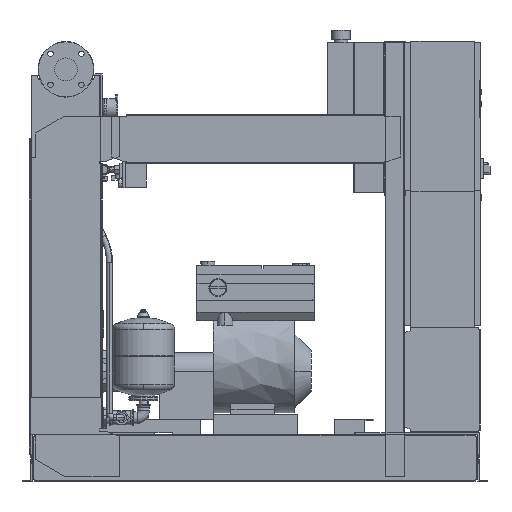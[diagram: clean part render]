
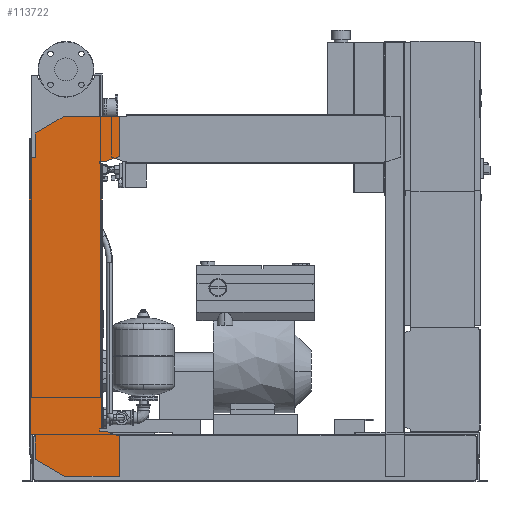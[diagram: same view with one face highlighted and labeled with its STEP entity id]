
A CAD part, front view. The second image highlights one B-rep face of the part: STEP entity #113722.
In plain terms, the highlighted free-form (B-spline) face has degree [1, 1] with [2, 2] control points.
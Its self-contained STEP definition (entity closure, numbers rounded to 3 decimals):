
#113207=CARTESIAN_POINT('',(-102.0,-463.5,1076.0));
#113208=VERTEX_POINT('',#113207);
#113215=CARTESIAN_POINT('',(-102.0,-463.5,1158.574));
#113216=VERTEX_POINT('',#113215);
#113217=CARTESIAN_POINT('',(-102.0,-463.5,1076.0));
#113218=DIRECTION('',(0.0,0.0,1.0));
#113219=VECTOR('',#113218,82.574);
#113220=LINE('',#113217,#113219);
#113221=EDGE_CURVE('',#113208,#113216,#113220,.T.);
#113239=CARTESIAN_POINT('',(-6.,-463.5,1214.0));
#113240=VERTEX_POINT('',#113239);
#113241=CARTESIAN_POINT('',(-102.0,-463.5,1158.574));
#113242=DIRECTION('',(0.866,0.0,0.5));
#113243=VECTOR('',#113242,110.851);
#113244=LINE('',#113241,#113243);
#113245=EDGE_CURVE('',#113216,#113240,#113244,.T.);
#113263=CARTESIAN_POINT('',(177.0,-463.5,1214.0));
#113264=VERTEX_POINT('',#113263);
#113265=CARTESIAN_POINT('',(-6.,-463.5,1214.0));
#113266=DIRECTION('',(1.0,0.0,0.0));
#113267=VECTOR('',#113266,183.0);
#113268=LINE('',#113265,#113267);
#113269=EDGE_CURVE('',#113240,#113264,#113268,.T.);
#113287=CARTESIAN_POINT('',(177.0,-463.5,1080.379));
#113288=VERTEX_POINT('',#113287);
#113289=CARTESIAN_POINT('',(177.0,-463.5,1214.0));
#113290=DIRECTION('',(0.0,0.0,-1.0));
#113291=VECTOR('',#113290,133.621);
#113292=LINE('',#113289,#113291);
#113293=EDGE_CURVE('',#113264,#113288,#113292,.T.);
#113311=CARTESIAN_POINT('',(132.,-463.5,1064.0));
#113312=VERTEX_POINT('',#113311);
#113313=CARTESIAN_POINT('',(177.0,-463.5,1080.379));
#113314=DIRECTION('',(-0.94,0.0,-0.342));
#113315=VECTOR('',#113314,47.888);
#113316=LINE('',#113313,#113315);
#113317=EDGE_CURVE('',#113288,#113312,#113316,.T.);
#113335=CARTESIAN_POINT('',(112.0,-463.5,1064.0));
#113336=VERTEX_POINT('',#113335);
#113337=CARTESIAN_POINT('',(132.,-463.5,1064.0));
#113338=DIRECTION('',(-1.0,0.0,0.0));
#113339=VECTOR('',#113338,20.);
#113340=LINE('',#113337,#113339);
#113341=EDGE_CURVE('',#113312,#113336,#113340,.T.);
#113359=CARTESIAN_POINT('',(112.0,-463.5,1056.0));
#113360=VERTEX_POINT('',#113359);
#113361=CARTESIAN_POINT('',(112.0,-463.5,1064.0));
#113362=DIRECTION('',(0.0,0.0,-1.0));
#113363=VECTOR('',#113362,8.0);
#113364=LINE('',#113361,#113363);
#113365=EDGE_CURVE('',#113336,#113360,#113364,.T.);
#113383=CARTESIAN_POINT('',(120.,-463.5,1056.0));
#113384=VERTEX_POINT('',#113383);
#113385=CARTESIAN_POINT('',(112.0,-463.5,1056.0));
#113386=DIRECTION('',(1.0,0.0,0.0));
#113387=VECTOR('',#113386,8.);
#113388=LINE('',#113385,#113387);
#113389=EDGE_CURVE('',#113360,#113384,#113388,.T.);
#113407=CARTESIAN_POINT('',(120.,-463.5,176.));
#113408=VERTEX_POINT('',#113407);
#113419=CARTESIAN_POINT('',(120.,-463.5,1056.0));
#113420=DIRECTION('',(0.0,0.0,-1.0));
#113421=VECTOR('',#113420,880.);
#113422=LINE('',#113419,#113421);
#113423=EDGE_CURVE('',#113384,#113408,#113422,.T.);
#113437=CARTESIAN_POINT('',(112.,-463.5,176.));
#113438=VERTEX_POINT('',#113437);
#113439=CARTESIAN_POINT('',(120.,-463.5,176.));
#113440=DIRECTION('',(-1.0,0.0,0.0));
#113441=VECTOR('',#113440,8.);
#113442=LINE('',#113439,#113441);
#113443=EDGE_CURVE('',#113408,#113438,#113442,.T.);
#113461=CARTESIAN_POINT('',(112.,-463.5,168.));
#113462=VERTEX_POINT('',#113461);
#113463=CARTESIAN_POINT('',(112.,-463.5,176.));
#113464=DIRECTION('',(0.0,0.0,-1.0));
#113465=VECTOR('',#113464,8.0);
#113466=LINE('',#113463,#113465);
#113467=EDGE_CURVE('',#113438,#113462,#113466,.T.);
#113485=CARTESIAN_POINT('',(132.,-463.5,168.));
#113486=VERTEX_POINT('',#113485);
#113487=CARTESIAN_POINT('',(112.,-463.5,168.));
#113488=DIRECTION('',(1.0,0.0,0.0));
#113489=VECTOR('',#113488,20.0);
#113490=LINE('',#113487,#113489);
#113491=EDGE_CURVE('',#113462,#113486,#113490,.T.);
#113509=CARTESIAN_POINT('',(177.,-463.5,151.621));
#113510=VERTEX_POINT('',#113509);
#113511=CARTESIAN_POINT('',(132.,-463.5,168.));
#113512=DIRECTION('',(0.94,0.0,-0.342));
#113513=VECTOR('',#113512,47.888);
#113514=LINE('',#113511,#113513);
#113515=EDGE_CURVE('',#113486,#113510,#113514,.T.);
#113533=CARTESIAN_POINT('',(177.,-463.5,18.0));
#113534=VERTEX_POINT('',#113533);
#113535=CARTESIAN_POINT('',(177.,-463.5,151.621));
#113536=DIRECTION('',(0.0,0.0,-1.0));
#113537=VECTOR('',#113536,133.621);
#113538=LINE('',#113535,#113537);
#113539=EDGE_CURVE('',#113510,#113534,#113538,.T.);
#113557=CARTESIAN_POINT('',(-4.,-463.5,18.0));
#113558=VERTEX_POINT('',#113557);
#113559=CARTESIAN_POINT('',(177.,-463.5,18.0));
#113560=DIRECTION('',(-1.0,0.0,0.0));
#113561=VECTOR('',#113560,181.);
#113562=LINE('',#113559,#113561);
#113563=EDGE_CURVE('',#113534,#113558,#113562,.T.);
#113581=CARTESIAN_POINT('',(-102.,-463.5,74.58));
#113582=VERTEX_POINT('',#113581);
#113583=CARTESIAN_POINT('',(-4.,-463.5,18.0));
#113584=DIRECTION('',(-0.866,0.,0.5));
#113585=VECTOR('',#113584,113.161);
#113586=LINE('',#113583,#113585);
#113587=EDGE_CURVE('',#113558,#113582,#113586,.T.);
#113605=CARTESIAN_POINT('',(-102.,-463.5,156.0));
#113606=VERTEX_POINT('',#113605);
#113607=CARTESIAN_POINT('',(-102.,-463.5,74.58));
#113608=DIRECTION('',(0.0,0.0,1.0));
#113609=VECTOR('',#113608,81.42);
#113610=LINE('',#113607,#113609);
#113611=EDGE_CURVE('',#113582,#113606,#113610,.T.);
#113629=CARTESIAN_POINT('',(-122.,-463.5,156.0));
#113630=VERTEX_POINT('',#113629);
#113631=CARTESIAN_POINT('',(-102.,-463.5,156.0));
#113632=DIRECTION('',(-1.0,0.0,0.0));
#113633=VECTOR('',#113632,20.0);
#113634=LINE('',#113631,#113633);
#113635=EDGE_CURVE('',#113606,#113630,#113634,.T.);
#113653=CARTESIAN_POINT('',(-122.0,-463.5,1076.0));
#113654=VERTEX_POINT('',#113653);
#113667=CARTESIAN_POINT('',(-122.,-463.5,156.0));
#113668=DIRECTION('',(0.0,0.0,1.0));
#113669=VECTOR('',#113668,920.0);
#113670=LINE('',#113667,#113669);
#113671=EDGE_CURVE('',#113630,#113654,#113670,.T.);
#113685=CARTESIAN_POINT('',(-122.0,-463.5,1076.0));
#113686=DIRECTION('',(1.0,0.0,0.0));
#113687=VECTOR('',#113686,20.0);
#113688=LINE('',#113685,#113687);
#113689=EDGE_CURVE('',#113654,#113208,#113688,.T.);
#113695=CARTESIAN_POINT('',(-122.,-463.5,18.0));
#113696=CARTESIAN_POINT('',(177.0,-463.5,18.0));
#113697=CARTESIAN_POINT('',(-122.,-463.5,1214.0));
#113698=CARTESIAN_POINT('',(177.0,-463.5,1214.0));
#113699=B_SPLINE_SURFACE_WITH_KNOTS('',1,1,((#113695,#113697),(#113696,#113698)),.UNSPECIFIED.,.F.,.F.,.U.,(2,2),(2,2),(0.0,299.),(0.0,1196.0),.UNSPECIFIED.);
#113700=ORIENTED_EDGE('',*,*,#113689,.F.);
#113701=ORIENTED_EDGE('',*,*,#113671,.F.);
#113702=ORIENTED_EDGE('',*,*,#113635,.F.);
#113703=ORIENTED_EDGE('',*,*,#113611,.F.);
#113704=ORIENTED_EDGE('',*,*,#113587,.F.);
#113705=ORIENTED_EDGE('',*,*,#113563,.F.);
#113706=ORIENTED_EDGE('',*,*,#113539,.F.);
#113707=ORIENTED_EDGE('',*,*,#113515,.F.);
#113708=ORIENTED_EDGE('',*,*,#113491,.F.);
#113709=ORIENTED_EDGE('',*,*,#113467,.F.);
#113710=ORIENTED_EDGE('',*,*,#113443,.F.);
#113711=ORIENTED_EDGE('',*,*,#113423,.F.);
#113712=ORIENTED_EDGE('',*,*,#113389,.F.);
#113713=ORIENTED_EDGE('',*,*,#113365,.F.);
#113714=ORIENTED_EDGE('',*,*,#113341,.F.);
#113715=ORIENTED_EDGE('',*,*,#113317,.F.);
#113716=ORIENTED_EDGE('',*,*,#113293,.F.);
#113717=ORIENTED_EDGE('',*,*,#113269,.F.);
#113718=ORIENTED_EDGE('',*,*,#113245,.F.);
#113719=ORIENTED_EDGE('',*,*,#113221,.F.);
#113720=EDGE_LOOP('',(#113700,#113701,#113702,#113703,#113704,#113705,#113706,#113707,#113708,#113709,#113710,#113711,#113712,#113713,#113714,#113715,#113716,#113717,#113718,#113719));
#113721=FACE_OUTER_BOUND('',#113720,.T.);
#113722=ADVANCED_FACE('',(#113721),#113699,.T.);
